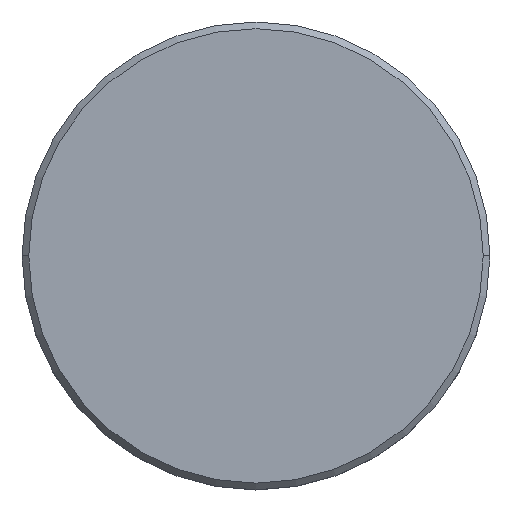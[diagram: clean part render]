
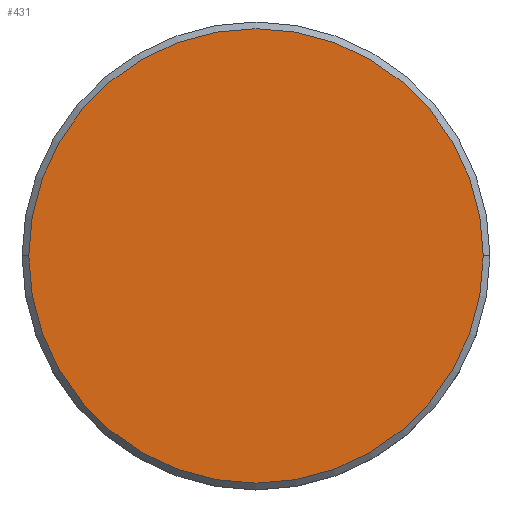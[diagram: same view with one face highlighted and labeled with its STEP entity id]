
A CAD part, top view. The second image highlights one B-rep face of the part: STEP entity #431.
In plain terms, the highlighted planar face has unit normal (0, 0, 1).
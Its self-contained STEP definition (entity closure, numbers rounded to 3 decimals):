
#1 = AXIS2_PLACEMENT_3D ( 'NONE', #757, #1121, #856 ) ;
#3 = AXIS2_PLACEMENT_3D ( 'NONE', #174, #539, #261 ) ;
#17 = DIRECTION ( 'NONE',  ( 0., 0., 1. ) ) ;
#174 = CARTESIAN_POINT ( 'NONE',  ( 0., 0., 0. ) ) ;
#213 = CIRCLE ( 'NONE', #3, 17. ) ;
#261 = DIRECTION ( 'NONE',  ( 1., 0., 0. ) ) ;
#308 = VERTEX_POINT ( 'NONE', #722 ) ;
#373 = VERTEX_POINT ( 'NONE', #415 ) ;
#415 = CARTESIAN_POINT ( 'NONE',  ( 17., 0., 0. ) ) ;
#431 = ADVANCED_FACE ( 'NONE', ( #846 ), #942, .T. ) ;
#539 = DIRECTION ( 'NONE',  ( 0., 0., 1. ) ) ;
#633 = EDGE_CURVE ( 'NONE', #373, #308, #1035, .T. ) ;
#656 = AXIS2_PLACEMENT_3D ( 'NONE', #762, #17, #932 ) ;
#722 = CARTESIAN_POINT ( 'NONE',  ( -17., 0., 0. ) ) ;
#742 = EDGE_CURVE ( 'NONE', #308, #373, #213, .T. ) ;
#757 = CARTESIAN_POINT ( 'NONE',  ( 0., 0., 0. ) ) ;
#762 = CARTESIAN_POINT ( 'NONE',  ( 0., 0., 0. ) ) ;
#846 = FACE_OUTER_BOUND ( 'NONE', #1003, .T. ) ;
#856 = DIRECTION ( 'NONE',  ( 1., 0., 0. ) ) ;
#911 = ORIENTED_EDGE ( 'NONE', *, *, #742, .T. ) ;
#932 = DIRECTION ( 'NONE',  ( 1., 0., 0. ) ) ;
#942 = PLANE ( 'NONE',  #1 ) ;
#1003 = EDGE_LOOP ( 'NONE', ( #911, #1146 ) ) ;
#1035 = CIRCLE ( 'NONE', #656, 17. ) ;
#1121 = DIRECTION ( 'NONE',  ( 0., 0., 1. ) ) ;
#1146 = ORIENTED_EDGE ( 'NONE', *, *, #633, .T. ) ;
